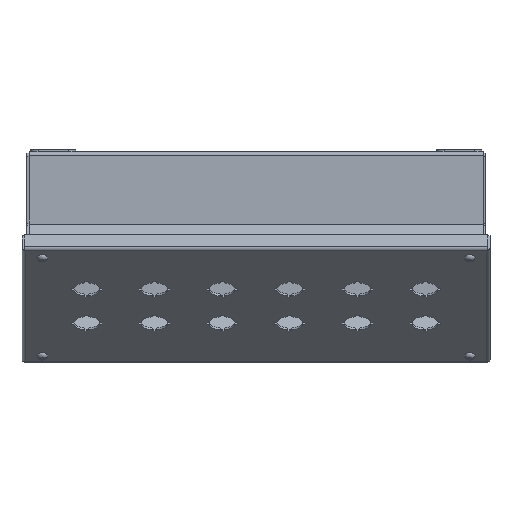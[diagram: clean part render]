
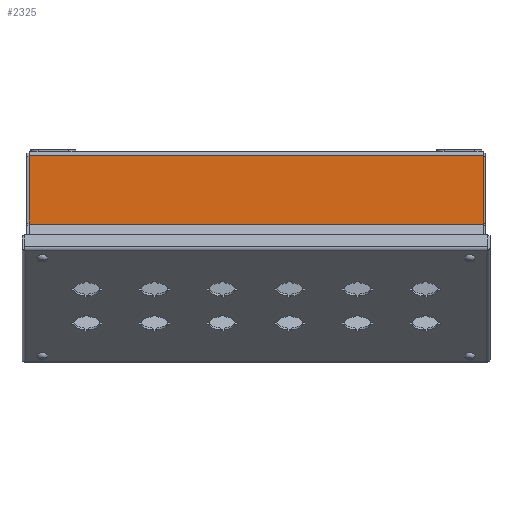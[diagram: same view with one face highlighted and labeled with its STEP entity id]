
A CAD part, top view. The second image highlights one B-rep face of the part: STEP entity #2325.
In plain terms, the highlighted planar face has unit normal (0, 0, 1).
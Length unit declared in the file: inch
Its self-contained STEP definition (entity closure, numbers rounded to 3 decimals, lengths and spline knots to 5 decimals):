
#887 = LINE ( 'NONE', #22824, #7374 ) ;
#1424 = DIRECTION ( 'NONE',  ( 0., 1., 0. ) ) ;
#2325 = ADVANCED_FACE ( 'NONE', ( #10627 ), #12329, .F. ) ;
#2436 = CARTESIAN_POINT ( 'NONE',  ( 7.553, 0.19386, 3.38488 ) ) ;
#4180 = VECTOR ( 'NONE', #1424, 39.37008 ) ;
#5921 = DIRECTION ( 'NONE',  ( -1., 0., 0. ) ) ;
#7374 = VECTOR ( 'NONE', #24672, 39.37008 ) ;
#8087 = VERTEX_POINT ( 'NONE', #11942 ) ;
#9796 = VECTOR ( 'NONE', #17056, 39.37008 ) ;
#10627 = FACE_OUTER_BOUND ( 'NONE', #27760, .T. ) ;
#11942 = CARTESIAN_POINT ( 'NONE',  ( 7.553, 2.48221, 3.38488 ) ) ;
#12141 = CARTESIAN_POINT ( 'NONE',  ( -7.553, 0.19386, 3.38488 ) ) ;
#12201 = LINE ( 'NONE', #20834, #4180 ) ;
#12250 = EDGE_CURVE ( 'NONE', #22373, #8087, #12201, .T. ) ;
#12329 = PLANE ( 'NONE',  #21966 ) ;
#12455 = CARTESIAN_POINT ( 'NONE',  ( -7.553, 0.19386, 3.38488 ) ) ;
#12663 = ORIENTED_EDGE ( 'NONE', *, *, #25300, .F. ) ;
#13009 = LINE ( 'NONE', #12455, #17197 ) ;
#13080 = VERTEX_POINT ( 'NONE', #17091 ) ;
#16317 = EDGE_CURVE ( 'NONE', #17246, #13080, #887, .T. ) ;
#16461 = CARTESIAN_POINT ( 'NONE',  ( -7.553, 2.59021, 3.38488 ) ) ;
#17056 = DIRECTION ( 'NONE',  ( 1., 0., 0. ) ) ;
#17091 = CARTESIAN_POINT ( 'NONE',  ( -7.553, 2.48221, 3.38488 ) ) ;
#17197 = VECTOR ( 'NONE', #5921, 39.37008 ) ;
#17246 = VERTEX_POINT ( 'NONE', #12141 ) ;
#19127 = DIRECTION ( 'NONE',  ( -1., 0., 0. ) ) ;
#19441 = LINE ( 'NONE', #21288, #9796 ) ;
#20163 = ORIENTED_EDGE ( 'NONE', *, *, #16317, .F. ) ;
#20834 = CARTESIAN_POINT ( 'NONE',  ( 7.553, -4.01226, 3.38488 ) ) ;
#21288 = CARTESIAN_POINT ( 'NONE',  ( -7.553, 2.48221, 3.38488 ) ) ;
#21327 = ORIENTED_EDGE ( 'NONE', *, *, #22066, .F. ) ;
#21966 = AXIS2_PLACEMENT_3D ( 'NONE', #16461, #27490, #19127 ) ;
#22066 = EDGE_CURVE ( 'NONE', #13080, #8087, #19441, .T. ) ;
#22373 = VERTEX_POINT ( 'NONE', #2436 ) ;
#22824 = CARTESIAN_POINT ( 'NONE',  ( -7.553, -3.72229, 3.38488 ) ) ;
#24672 = DIRECTION ( 'NONE',  ( 0., 1., 0. ) ) ;
#25300 = EDGE_CURVE ( 'NONE', #22373, #17246, #13009, .T. ) ;
#27133 = ORIENTED_EDGE ( 'NONE', *, *, #12250, .T. ) ;
#27490 = DIRECTION ( 'NONE',  ( 0., 0., -1. ) ) ;
#27760 = EDGE_LOOP ( 'NONE', ( #21327, #20163, #12663, #27133 ) ) ;
